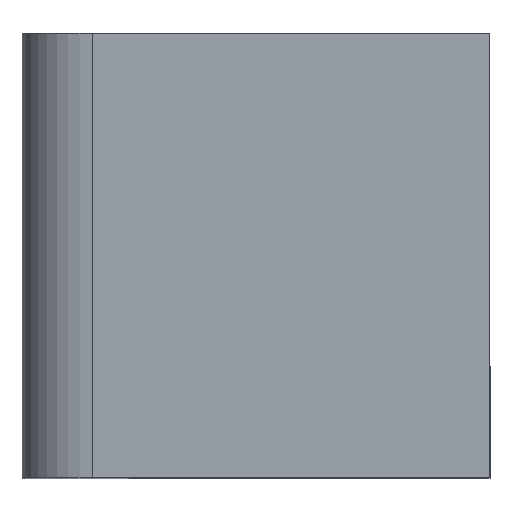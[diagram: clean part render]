
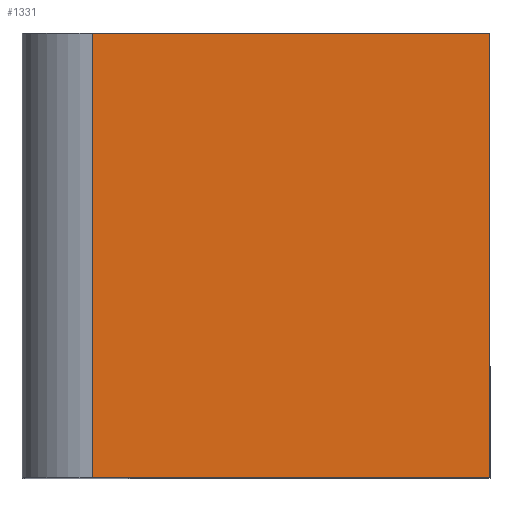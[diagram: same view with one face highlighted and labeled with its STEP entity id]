
A CAD part, top view. The second image highlights one B-rep face of the part: STEP entity #1331.
In plain terms, the highlighted face is planar.
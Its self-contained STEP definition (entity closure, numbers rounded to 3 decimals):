
#5 = DIRECTION ( 'NONE',  ( 0., -1., 0. ) ) ;
#62 = LINE ( 'NONE', #222, #1168 ) ;
#165 = AXIS2_PLACEMENT_3D ( 'NONE', #1094, #5, #1018 ) ;
#200 = EDGE_LOOP ( 'NONE', ( #472, #928, #316, #1114 ) ) ;
#217 = VERTEX_POINT ( 'NONE', #985 ) ;
#222 = CARTESIAN_POINT ( 'NONE',  ( -95., 0., 30. ) ) ;
#264 = VERTEX_POINT ( 'NONE', #839 ) ;
#303 = EDGE_CURVE ( 'NONE', #264, #217, #377, .T. ) ;
#316 = ORIENTED_EDGE ( 'NONE', *, *, #1251, .T. ) ;
#377 = LINE ( 'NONE', #1150, #897 ) ;
#415 = PLANE ( 'NONE',  #165 ) ;
#471 = VERTEX_POINT ( 'NONE', #489 ) ;
#472 = ORIENTED_EDGE ( 'NONE', *, *, #925, .F. ) ;
#489 = CARTESIAN_POINT ( 'NONE',  ( -95., 0., 200. ) ) ;
#666 = LINE ( 'NONE', #823, #1236 ) ;
#729 = DIRECTION ( 'NONE',  ( -1., 0., 0. ) ) ;
#786 = VERTEX_POINT ( 'NONE', #1188 ) ;
#818 = DIRECTION ( 'NONE',  ( -1., 0., 0. ) ) ;
#823 = CARTESIAN_POINT ( 'NONE',  ( 95., 0., 30. ) ) ;
#836 = DIRECTION ( 'NONE',  ( 0., 0., 1. ) ) ;
#839 = CARTESIAN_POINT ( 'NONE',  ( 95., 0., 30. ) ) ;
#840 = FACE_OUTER_BOUND ( 'NONE', #200, .T. ) ;
#897 = VECTOR ( 'NONE', #729, 1000. ) ;
#907 = CARTESIAN_POINT ( 'NONE',  ( 95., 0., 200. ) ) ;
#925 = EDGE_CURVE ( 'NONE', #217, #471, #62, .T. ) ;
#928 = ORIENTED_EDGE ( 'NONE', *, *, #303, .F. ) ;
#981 = LINE ( 'NONE', #907, #1267 ) ;
#985 = CARTESIAN_POINT ( 'NONE',  ( -95., 0., 30. ) ) ;
#1018 = DIRECTION ( 'NONE',  ( 0., 0., -1. ) ) ;
#1094 = CARTESIAN_POINT ( 'NONE',  ( 95., 0., 30. ) ) ;
#1114 = ORIENTED_EDGE ( 'NONE', *, *, #1233, .T. ) ;
#1150 = CARTESIAN_POINT ( 'NONE',  ( 95., 0., 30. ) ) ;
#1168 = VECTOR ( 'NONE', #836, 1000. ) ;
#1188 = CARTESIAN_POINT ( 'NONE',  ( 95., 0., 200. ) ) ;
#1233 = EDGE_CURVE ( 'NONE', #786, #471, #981, .T. ) ;
#1236 = VECTOR ( 'NONE', #1311, 1000. ) ;
#1251 = EDGE_CURVE ( 'NONE', #264, #786, #666, .T. ) ;
#1267 = VECTOR ( 'NONE', #818, 1000. ) ;
#1311 = DIRECTION ( 'NONE',  ( 0., 0., 1. ) ) ;
#1331 = ADVANCED_FACE ( 'NONE', ( #840 ), #415, .T. ) ;
